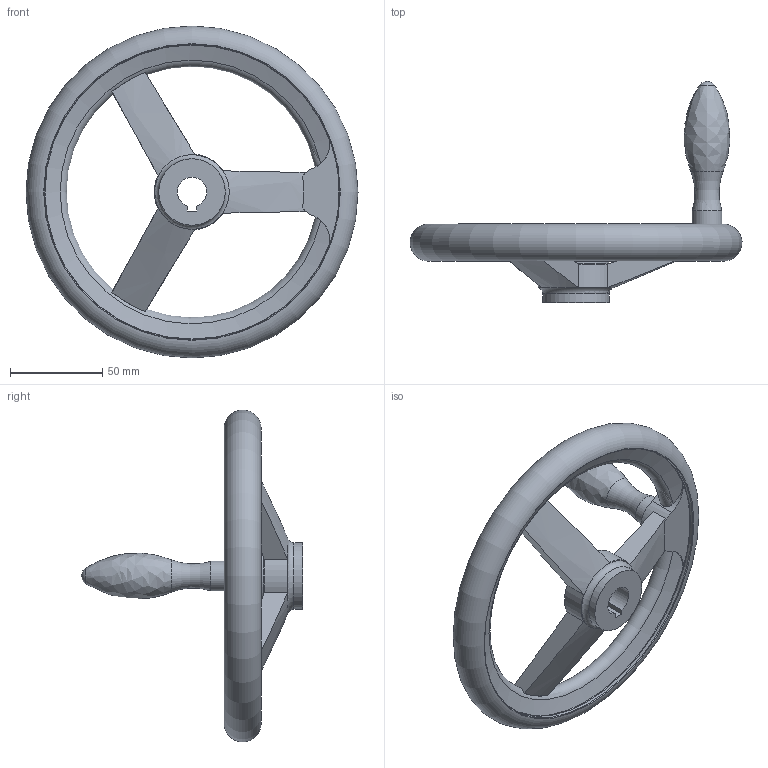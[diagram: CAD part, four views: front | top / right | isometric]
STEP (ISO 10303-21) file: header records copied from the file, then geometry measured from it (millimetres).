
FILE_DESCRIPTION( ( 'STEP AP214' ), '1' );
FILE_NAME( 'K0671.3180X16.stp', '2020-12-09T11:01:07', ( '' ), ( '' ), ' ', 'PARTsolutions', ' ' );
FILE_SCHEMA( ( 'AUTOMOTIVE_DESIGN { 1 0 10303 214 1 1 1 1 }' ) );
Length unit declared in the file: millimetre
Products named in the file (1): _K0671.3180X16
Bounding box: 179.97 x 119.87 x 179.97 mm (x, y, z)
Volume: 225028.4 mm3; surface area: 52899.3 mm2
Topology: 1 solids, 1 shells, 44 faces, 126 edges, 80 vertices
Faces by surface type: plane 13, torus 13, cylinder 12, cone 4, bspline 1, sphere 1
Full cylindrical faces by diameter (mm): 16 x1, 36 x2, 160 x2
Entity records: 2077 total; most frequent: CARTESIAN_POINT 686, ORIENTED_EDGE 206, DIRECTION 200, EDGE_CURVE 103, AXIS2_PLACEMENT_3D 90, VERTEX_POINT 76, EDGE_LOOP 65, FACE_OUTER_BOUND 58
